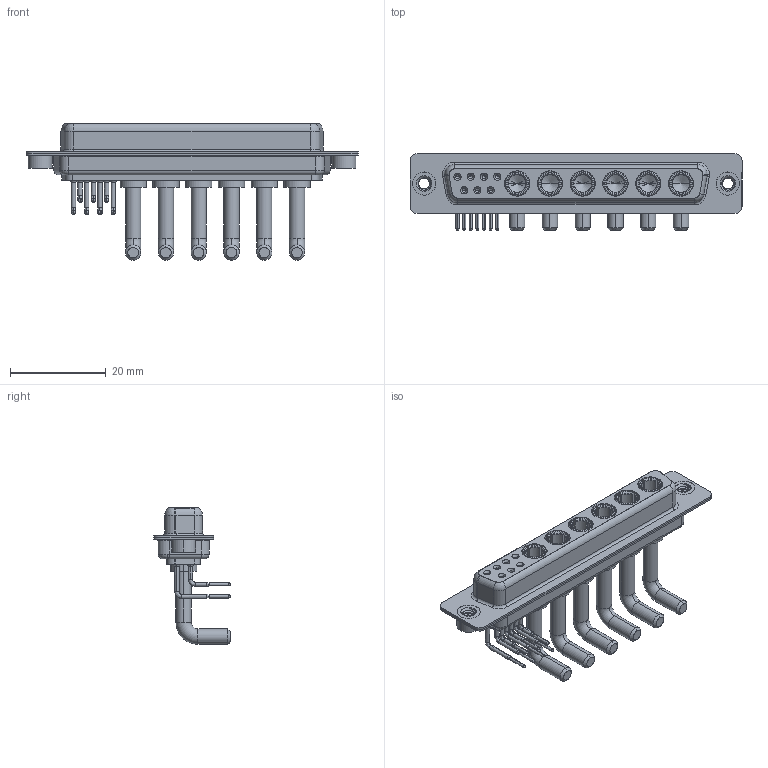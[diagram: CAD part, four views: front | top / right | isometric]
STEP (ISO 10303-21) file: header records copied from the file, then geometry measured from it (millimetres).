
FILE_DESCRIPTION (( 'STEP AP203' ), '1' );
FILE_NAME ('630-13W6250-3N2.STEP', '2022-06-06T12:58:39', ( '' ), ( '' ), 'SwSTEP 2.0', 'SolidWorks 2020', '' );
FILE_SCHEMA (( 'CONFIG_CONTROL_DESIGN' ));
Length unit declared in the file: millimetre
Products named in the file (8): 630Combo Threaded Rivet_2; 630Combo Contact Row 2; 630Combo Shell Front_37 Contacts; 630Combo Housing_13W6; 630Combo Contact Row 1; Power Socket_Ext 30A RA; 630-13W6250-3N2; 630Combo Shell Rear_37 Contacts
Assembly tree (18 placements, depth 2):
  630-13W6250-3N2
    630Combo Housing_13W6
    630Combo Shell Front_37 Contacts
    630Combo Shell Rear_37 Contacts
    630Combo Threaded Rivet_2  x2
    Power Socket_Ext 30A RA  x6
    630Combo Contact Row 1  x4
    630Combo Contact Row 2  x3
Bounding box: 69.4 x 16 x 28.53 mm (x, y, z)
Volume: 6188.5 mm3; surface area: 12766.5 mm2
Topology: 24 solids, 24 shells, 1118 faces, 2866 edges, 1820 vertices
Faces by surface type: cylinder 448, plane 346, cone 191, torus 93, bspline 40
Entity records: 18420 total; most frequent: CARTESIAN_POINT 4667, DIRECTION 2837, ORIENTED_EDGE 2536, EDGE_CURVE 1268, AXIS2_PLACEMENT_3D 1169, VERTEX_POINT 808, CIRCLE 640, EDGE_LOOP 604
